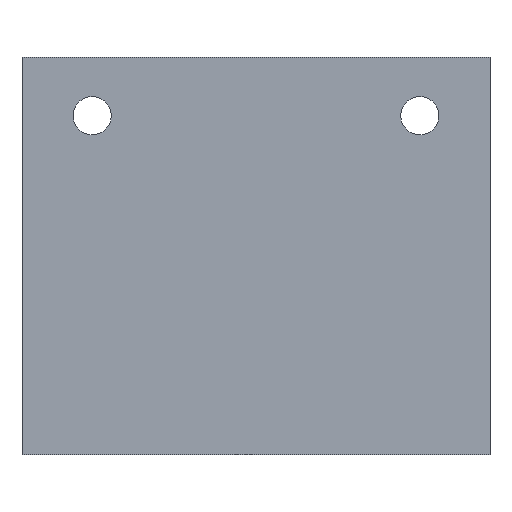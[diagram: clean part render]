
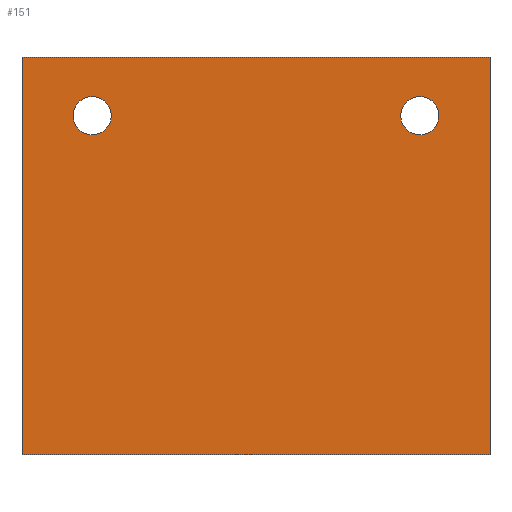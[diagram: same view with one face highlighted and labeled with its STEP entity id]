
A CAD part, left-side view. The second image highlights one B-rep face of the part: STEP entity #151.
In plain terms, the highlighted planar face has unit normal (-1, 0, 0).
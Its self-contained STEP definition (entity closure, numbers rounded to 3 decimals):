
#17=FACE_BOUND('',#42,.T.);
#18=FACE_BOUND('',#43,.T.);
#24=PLANE('',#176);
#31=FACE_OUTER_BOUND('',#41,.T.);
#41=EDGE_LOOP('',(#133,#134,#135,#136));
#42=EDGE_LOOP('',(#137));
#43=EDGE_LOOP('',(#138));
#46=LINE('',#229,#60);
#50=LINE('',#237,#64);
#53=LINE('',#243,#67);
#56=LINE('',#248,#70);
#60=VECTOR('',#190,10.);
#64=VECTOR('',#196,10.);
#67=VECTOR('',#201,10.);
#70=VECTOR('',#206,10.);
#73=CIRCLE('',#168,4.075);
#76=CIRCLE('',#177,4.075);
#77=VERTEX_POINT('',#221);
#79=VERTEX_POINT('',#227);
#80=VERTEX_POINT('',#228);
#83=VERTEX_POINT('',#236);
#85=VERTEX_POINT('',#242);
#88=VERTEX_POINT('',#254);
#89=EDGE_CURVE('',#77,#77,#73,.T.);
#92=EDGE_CURVE('',#79,#80,#46,.T.);
#96=EDGE_CURVE('',#80,#83,#50,.T.);
#99=EDGE_CURVE('',#83,#85,#53,.T.);
#102=EDGE_CURVE('',#85,#79,#56,.T.);
#105=EDGE_CURVE('',#88,#88,#76,.T.);
#133=ORIENTED_EDGE('',*,*,#102,.T.);
#134=ORIENTED_EDGE('',*,*,#92,.T.);
#135=ORIENTED_EDGE('',*,*,#96,.T.);
#136=ORIENTED_EDGE('',*,*,#99,.T.);
#137=ORIENTED_EDGE('',*,*,#105,.F.);
#138=ORIENTED_EDGE('',*,*,#89,.T.);
#151=ADVANCED_FACE('',(#31,#17,#18),#24,.F.);
#168=AXIS2_PLACEMENT_3D('',#222,#183,#184);
#176=AXIS2_PLACEMENT_3D('',#253,#212,#213);
#177=AXIS2_PLACEMENT_3D('',#255,#214,#215);
#183=DIRECTION('center_axis',(1.,0.,0.));
#184=DIRECTION('ref_axis',(0.,-1.,0.));
#190=DIRECTION('',(0.,0.,1.));
#196=DIRECTION('',(0.,1.,0.));
#201=DIRECTION('',(0.,0.,-1.));
#206=DIRECTION('',(0.,-1.,0.));
#212=DIRECTION('center_axis',(1.,0.,0.));
#213=DIRECTION('ref_axis',(0.,1.,0.));
#214=DIRECTION('center_axis',(-1.,0.,0.));
#215=DIRECTION('ref_axis',(0.,1.,0.));
#221=CARTESIAN_POINT('',(0.,39.075,72.5));
#222=CARTESIAN_POINT('Origin',(0.,35.,72.5));
#227=CARTESIAN_POINT('',(0.,-50.,0.));
#228=CARTESIAN_POINT('',(0.,-50.,85.));
#229=CARTESIAN_POINT('',(0.,-50.,0.));
#236=CARTESIAN_POINT('',(0.,50.,85.));
#237=CARTESIAN_POINT('',(0.,-50.,85.));
#242=CARTESIAN_POINT('',(0.,50.,0.));
#243=CARTESIAN_POINT('',(0.,50.,85.));
#248=CARTESIAN_POINT('',(0.,50.,0.));
#253=CARTESIAN_POINT('Origin',(0.,0.,42.5));
#254=CARTESIAN_POINT('',(0.,-39.075,72.5));
#255=CARTESIAN_POINT('Origin',(0.,-35.,72.5));
